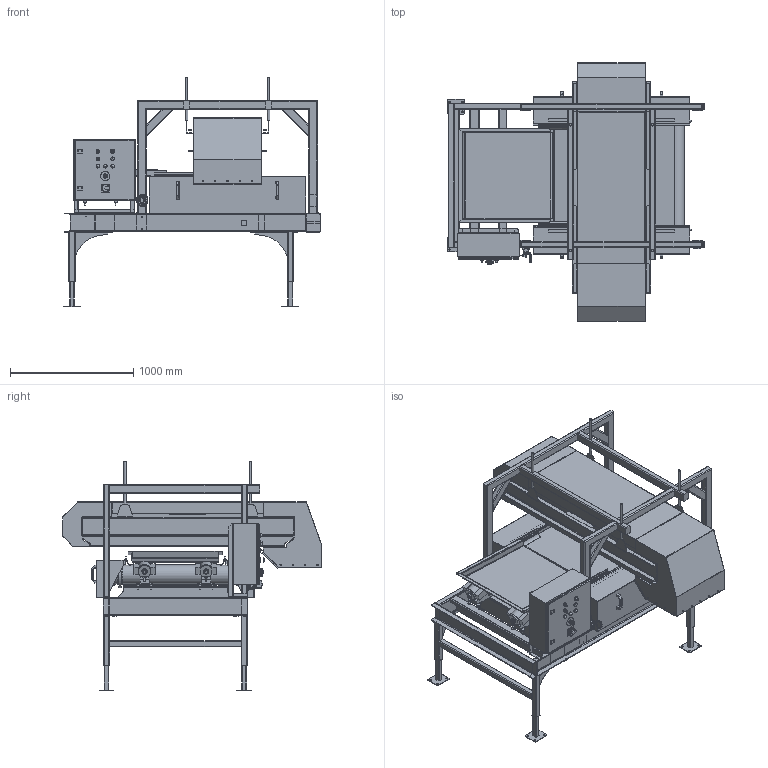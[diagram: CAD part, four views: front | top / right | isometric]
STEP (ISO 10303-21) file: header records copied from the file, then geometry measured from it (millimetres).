
FILE_DESCRIPTION(/* description */ ('RHPS-08-H153-RR-MS-SM-1PU16-B'),/* implementation_level */ '2;1');
FILE_NAME(/* name */ 'E0152613.stp',/* time_stamp */ '2022-05-12T12:16:53+02:00',/* author */ ('tt'),/* organization */ (''),/* preprocessor_version */ 'ST-DEVELOPER v18.1',/* originating_system */ 'Autodesk Inventor 2021',/* authorisation */ '');
FILE_SCHEMA (('AUTOMOTIVE_DESIGN { 1 0 10303 214 3 1 1 }'));
Products named in the file (5): E0141457; E0141471; E0141513; E0141479; E0147259
Assembly tree (5 placements, depth 2):
  E0141457
    E0141471
    E0141513  x2
    E0141479
    E0147259
Bounding box: 2090.5 x 2101.5 x 1866.5 mm (x, y, z)
Volume: 545612782.7 mm3; surface area: 28907302.9 mm2
Topology: 25 solids, 25 shells, 3591 faces, 9314 edges, 5764 vertices
Faces by surface type: plane 1831, cylinder 1280, bspline 281, torus 78, cone 69, sphere 52
Full cylindrical faces by diameter (mm): 0.2 x2, 3 x2, 4 x3, 6 x9, 6.5 x8, 7 x3, 8 x1, 8.5 x8, 9.5 x3, 10 x2, 11 x29, 12 x4, 15.5 x1, 18 x1, 20 x9, 21.413 x2, 22.967 x2, 23.056 x2, 23.5 x1, 23.695 x2, 24.3 x1, 25 x2, 27 x2, 27.7 x1, 28 x1, 28.2 x2, 28.3 x1, 36 x1, 39.5 x2, 40 x2
Entity records: 131308 total; most frequent: CARTESIAN_POINT 40541, ORIENTED_EDGE 18218, DIRECTION 18177, EDGE_CURVE 9109, AXIS2_PLACEMENT_3D 6308, VERTEX_POINT 5674, LINE 5561, VECTOR 5561
